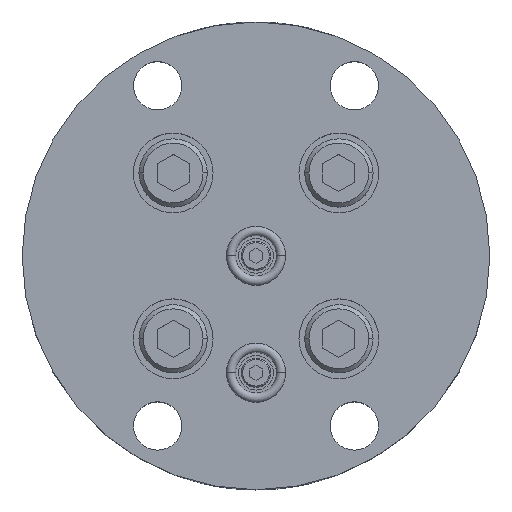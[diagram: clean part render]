
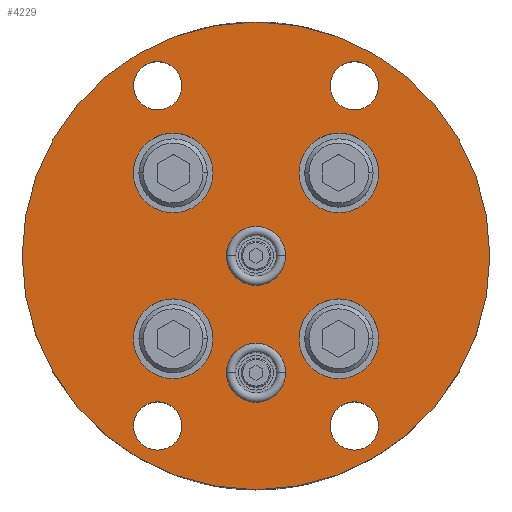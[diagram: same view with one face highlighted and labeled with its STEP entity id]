
A CAD part, top view. The second image highlights one B-rep face of the part: STEP entity #4229.
In plain terms, the highlighted planar face has unit normal (0, 0, 1).
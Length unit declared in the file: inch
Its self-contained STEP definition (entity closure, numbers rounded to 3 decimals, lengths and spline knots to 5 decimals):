
#196=CARTESIAN_POINT('',(0.,0.,1.18));
#197=DIRECTION('',(0.,0.,1.));
#198=DIRECTION('',(1.,0.,0.));
#199=AXIS2_PLACEMENT_3D('',#196,#197,#198);
#201=CARTESIAN_POINT('',(0.,0.,1.18));
#202=DIRECTION('',(0.,0.,1.));
#203=DIRECTION('',(-1.,0.,0.));
#204=AXIS2_PLACEMENT_3D('',#201,#202,#203);
#206=CARTESIAN_POINT('',(0.728,1.26,1.18));
#207=DIRECTION('',(0.,0.,1.));
#208=DIRECTION('',(1.,0.,0.));
#209=AXIS2_PLACEMENT_3D('',#206,#207,#208);
#211=CARTESIAN_POINT('',(0.728,1.26,1.18));
#212=DIRECTION('',(0.,0.,1.));
#213=DIRECTION('',(-1.,0.,0.));
#214=AXIS2_PLACEMENT_3D('',#211,#212,#213);
#216=CARTESIAN_POINT('',(-0.728,1.26,1.18));
#217=DIRECTION('',(0.,0.,1.));
#218=DIRECTION('',(1.,0.,0.));
#219=AXIS2_PLACEMENT_3D('',#216,#217,#218);
#221=CARTESIAN_POINT('',(-0.728,1.26,1.18));
#222=DIRECTION('',(0.,0.,1.));
#223=DIRECTION('',(-1.,0.,0.));
#224=AXIS2_PLACEMENT_3D('',#221,#222,#223);
#226=CARTESIAN_POINT('',(-0.728,-1.26,1.18));
#227=DIRECTION('',(0.,0.,1.));
#228=DIRECTION('',(1.,0.,0.));
#229=AXIS2_PLACEMENT_3D('',#226,#227,#228);
#231=CARTESIAN_POINT('',(-0.728,-1.26,1.18));
#232=DIRECTION('',(0.,0.,1.));
#233=DIRECTION('',(-1.,0.,0.));
#234=AXIS2_PLACEMENT_3D('',#231,#232,#233);
#236=CARTESIAN_POINT('',(0.728,-1.26,1.18));
#237=DIRECTION('',(0.,0.,1.));
#238=DIRECTION('',(1.,0.,0.));
#239=AXIS2_PLACEMENT_3D('',#236,#237,#238);
#241=CARTESIAN_POINT('',(0.728,-1.26,1.18));
#242=DIRECTION('',(0.,0.,1.));
#243=DIRECTION('',(-1.,0.,0.));
#244=AXIS2_PLACEMENT_3D('',#241,#242,#243);
#246=CARTESIAN_POINT('',(-0.614,0.614,1.18));
#247=DIRECTION('',(0.,0.,1.));
#248=DIRECTION('',(1.,0.,0.));
#249=AXIS2_PLACEMENT_3D('',#246,#247,#248);
#251=CARTESIAN_POINT('',(-0.614,0.614,1.18));
#252=DIRECTION('',(0.,0.,1.));
#253=DIRECTION('',(-1.,0.,0.));
#254=AXIS2_PLACEMENT_3D('',#251,#252,#253);
#256=CARTESIAN_POINT('',(0.614,0.614,1.18));
#257=DIRECTION('',(0.,0.,1.));
#258=DIRECTION('',(1.,0.,0.));
#259=AXIS2_PLACEMENT_3D('',#256,#257,#258);
#261=CARTESIAN_POINT('',(0.614,0.614,1.18));
#262=DIRECTION('',(0.,0.,1.));
#263=DIRECTION('',(-1.,0.,0.));
#264=AXIS2_PLACEMENT_3D('',#261,#262,#263);
#266=CARTESIAN_POINT('',(0.614,-0.614,1.18));
#267=DIRECTION('',(0.,0.,1.));
#268=DIRECTION('',(1.,0.,0.));
#269=AXIS2_PLACEMENT_3D('',#266,#267,#268);
#271=CARTESIAN_POINT('',(0.614,-0.614,1.18));
#272=DIRECTION('',(0.,0.,1.));
#273=DIRECTION('',(-1.,0.,0.));
#274=AXIS2_PLACEMENT_3D('',#271,#272,#273);
#276=CARTESIAN_POINT('',(-0.614,-0.614,1.18));
#277=DIRECTION('',(0.,0.,1.));
#278=DIRECTION('',(1.,0.,0.));
#279=AXIS2_PLACEMENT_3D('',#276,#277,#278);
#281=CARTESIAN_POINT('',(-0.614,-0.614,1.18));
#282=DIRECTION('',(0.,0.,1.));
#283=DIRECTION('',(-1.,0.,0.));
#284=AXIS2_PLACEMENT_3D('',#281,#282,#283);
#286=CARTESIAN_POINT('',(0.,0.,1.18));
#287=DIRECTION('',(0.,0.,-1.));
#288=DIRECTION('',(0.,1.,0.));
#289=AXIS2_PLACEMENT_3D('',#286,#287,#288);
#291=CARTESIAN_POINT('',(0.,0.,1.18));
#292=DIRECTION('',(0.,0.,-1.));
#293=DIRECTION('',(0.,-1.,0.));
#294=AXIS2_PLACEMENT_3D('',#291,#292,#293);
#296=CARTESIAN_POINT('',(0.,-0.866,1.18));
#297=DIRECTION('',(0.,0.,-1.));
#298=DIRECTION('',(0.,1.,0.));
#299=AXIS2_PLACEMENT_3D('',#296,#297,#298);
#301=CARTESIAN_POINT('',(0.,-0.866,1.18));
#302=DIRECTION('',(0.,0.,-1.));
#303=DIRECTION('',(0.,-1.,0.));
#304=AXIS2_PLACEMENT_3D('',#301,#302,#303);
#3318=CARTESIAN_POINT('',(1.7325,0.,1.18));
#3319=CARTESIAN_POINT('',(-1.7325,0.,1.18));
#3320=VERTEX_POINT('',#3318);
#3321=VERTEX_POINT('',#3319);
#3338=CARTESIAN_POINT('',(0.907,1.26,1.18));
#3339=CARTESIAN_POINT('',(0.549,1.26,1.18));
#3340=VERTEX_POINT('',#3338);
#3341=VERTEX_POINT('',#3339);
#3342=CARTESIAN_POINT('',(-0.549,1.26,1.18));
#3343=CARTESIAN_POINT('',(-0.907,1.26,1.18));
#3344=VERTEX_POINT('',#3342);
#3345=VERTEX_POINT('',#3343);
#3346=CARTESIAN_POINT('',(-0.549,-1.26,1.18));
#3347=CARTESIAN_POINT('',(-0.907,-1.26,1.18));
#3348=VERTEX_POINT('',#3346);
#3349=VERTEX_POINT('',#3347);
#3350=CARTESIAN_POINT('',(0.907,-1.26,1.18));
#3351=CARTESIAN_POINT('',(0.549,-1.26,1.18));
#3352=VERTEX_POINT('',#3350);
#3353=VERTEX_POINT('',#3351);
#3370=CARTESIAN_POINT('',(-0.3185,0.614,1.18));
#3371=CARTESIAN_POINT('',(-0.9095,0.614,1.18));
#3372=VERTEX_POINT('',#3370);
#3373=VERTEX_POINT('',#3371);
#3374=CARTESIAN_POINT('',(0.9095,0.614,1.18));
#3375=CARTESIAN_POINT('',(0.3185,0.614,1.18));
#3376=VERTEX_POINT('',#3374);
#3377=VERTEX_POINT('',#3375);
#3378=CARTESIAN_POINT('',(0.9095,-0.614,1.18));
#3379=CARTESIAN_POINT('',(0.3185,-0.614,1.18));
#3380=VERTEX_POINT('',#3378);
#3381=VERTEX_POINT('',#3379);
#3382=CARTESIAN_POINT('',(-0.3185,-0.614,1.18));
#3383=CARTESIAN_POINT('',(-0.9095,-0.614,1.18));
#3384=VERTEX_POINT('',#3382);
#3385=VERTEX_POINT('',#3383);
#3468=CARTESIAN_POINT('',(0.,0.219,1.18));
#3469=CARTESIAN_POINT('',(0.,-0.219,1.18));
#3470=VERTEX_POINT('',#3468);
#3471=VERTEX_POINT('',#3469);
#3484=CARTESIAN_POINT('',(0.,-0.647,1.18));
#3485=CARTESIAN_POINT('',(0.,-1.085,1.18));
#3486=VERTEX_POINT('',#3484);
#3487=VERTEX_POINT('',#3485);
#4159=CARTESIAN_POINT('',(0.,0.,1.18));
#4160=DIRECTION('',(0.,0.,1.));
#4161=DIRECTION('',(1.,0.,0.));
#4162=AXIS2_PLACEMENT_3D('',#4159,#4160,#4161);
#4163=PLANE('',#4162);
#4165=ORIENTED_EDGE('',*,*,#4164,.F.);
#4167=ORIENTED_EDGE('',*,*,#4166,.F.);
#4168=EDGE_LOOP('',(#4165,#4167));
#4169=FACE_OUTER_BOUND('',#4168,.F.);
#4171=ORIENTED_EDGE('',*,*,#4170,.T.);
#4173=ORIENTED_EDGE('',*,*,#4172,.T.);
#4174=EDGE_LOOP('',(#4171,#4173));
#4175=FACE_BOUND('',#4174,.F.);
#4177=ORIENTED_EDGE('',*,*,#4176,.T.);
#4179=ORIENTED_EDGE('',*,*,#4178,.T.);
#4180=EDGE_LOOP('',(#4177,#4179));
#4181=FACE_BOUND('',#4180,.F.);
#4183=ORIENTED_EDGE('',*,*,#4182,.T.);
#4185=ORIENTED_EDGE('',*,*,#4184,.T.);
#4186=EDGE_LOOP('',(#4183,#4185));
#4187=FACE_BOUND('',#4186,.F.);
#4189=ORIENTED_EDGE('',*,*,#4188,.T.);
#4191=ORIENTED_EDGE('',*,*,#4190,.T.);
#4192=EDGE_LOOP('',(#4189,#4191));
#4193=FACE_BOUND('',#4192,.F.);
#4195=ORIENTED_EDGE('',*,*,#4194,.T.);
#4197=ORIENTED_EDGE('',*,*,#4196,.T.);
#4198=EDGE_LOOP('',(#4195,#4197));
#4199=FACE_BOUND('',#4198,.F.);
#4200=ORIENTED_EDGE('',*,*,#4149,.T.);
#4202=ORIENTED_EDGE('',*,*,#4201,.T.);
#4203=EDGE_LOOP('',(#4200,#4202));
#4204=FACE_BOUND('',#4203,.F.);
#4206=ORIENTED_EDGE('',*,*,#4205,.T.);
#4208=ORIENTED_EDGE('',*,*,#4207,.T.);
#4209=EDGE_LOOP('',(#4206,#4208));
#4210=FACE_BOUND('',#4209,.F.);
#4212=ORIENTED_EDGE('',*,*,#4211,.T.);
#4214=ORIENTED_EDGE('',*,*,#4213,.T.);
#4215=EDGE_LOOP('',(#4212,#4214));
#4216=FACE_BOUND('',#4215,.F.);
#4218=ORIENTED_EDGE('',*,*,#4217,.F.);
#4220=ORIENTED_EDGE('',*,*,#4219,.F.);
#4221=EDGE_LOOP('',(#4218,#4220));
#4222=FACE_BOUND('',#4221,.F.);
#4224=ORIENTED_EDGE('',*,*,#4223,.F.);
#4226=ORIENTED_EDGE('',*,*,#4225,.F.);
#4227=EDGE_LOOP('',(#4224,#4226));
#4228=FACE_BOUND('',#4227,.F.);
#200=CIRCLE('',#199,1.7325);
#205=CIRCLE('',#204,1.7325);
#210=CIRCLE('',#209,0.179);
#215=CIRCLE('',#214,0.179);
#220=CIRCLE('',#219,0.179);
#225=CIRCLE('',#224,0.179);
#230=CIRCLE('',#229,0.179);
#235=CIRCLE('',#234,0.179);
#240=CIRCLE('',#239,0.179);
#245=CIRCLE('',#244,0.179);
#250=CIRCLE('',#249,0.2955);
#255=CIRCLE('',#254,0.2955);
#260=CIRCLE('',#259,0.2955);
#265=CIRCLE('',#264,0.2955);
#270=CIRCLE('',#269,0.2955);
#275=CIRCLE('',#274,0.2955);
#280=CIRCLE('',#279,0.2955);
#285=CIRCLE('',#284,0.2955);
#290=CIRCLE('',#289,0.219);
#295=CIRCLE('',#294,0.219);
#300=CIRCLE('',#299,0.219);
#305=CIRCLE('',#304,0.219);
#4149=EDGE_CURVE('',#3376,#3377,#260,.T.);
#4164=EDGE_CURVE('',#3320,#3321,#200,.T.);
#4166=EDGE_CURVE('',#3321,#3320,#205,.T.);
#4170=EDGE_CURVE('',#3340,#3341,#210,.T.);
#4172=EDGE_CURVE('',#3341,#3340,#215,.T.);
#4176=EDGE_CURVE('',#3344,#3345,#220,.T.);
#4178=EDGE_CURVE('',#3345,#3344,#225,.T.);
#4182=EDGE_CURVE('',#3348,#3349,#230,.T.);
#4184=EDGE_CURVE('',#3349,#3348,#235,.T.);
#4188=EDGE_CURVE('',#3352,#3353,#240,.T.);
#4190=EDGE_CURVE('',#3353,#3352,#245,.T.);
#4194=EDGE_CURVE('',#3372,#3373,#250,.T.);
#4196=EDGE_CURVE('',#3373,#3372,#255,.T.);
#4201=EDGE_CURVE('',#3377,#3376,#265,.T.);
#4205=EDGE_CURVE('',#3380,#3381,#270,.T.);
#4207=EDGE_CURVE('',#3381,#3380,#275,.T.);
#4211=EDGE_CURVE('',#3384,#3385,#280,.T.);
#4213=EDGE_CURVE('',#3385,#3384,#285,.T.);
#4217=EDGE_CURVE('',#3470,#3471,#290,.T.);
#4219=EDGE_CURVE('',#3471,#3470,#295,.T.);
#4223=EDGE_CURVE('',#3486,#3487,#300,.T.);
#4225=EDGE_CURVE('',#3487,#3486,#305,.T.);
#4229=ADVANCED_FACE('',(#4169,#4175,#4181,#4187,#4193,#4199,#4204,#4210,#4216,
#4222,#4228),#4163,.T.);
